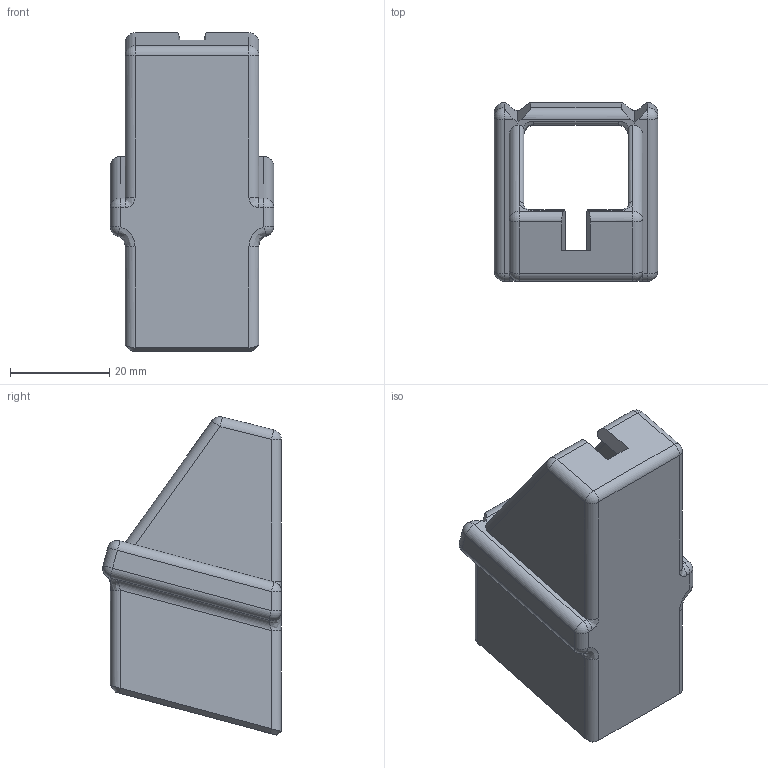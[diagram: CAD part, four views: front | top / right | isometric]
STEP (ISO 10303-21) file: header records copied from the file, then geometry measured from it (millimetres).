
FILE_DESCRIPTION(/* description */ ('baseBody_CZ82'),/* implementation_level */ '2;1');
FILE_NAME(/* name */ 'CZ82_speedLoader_mainBody',/* time_stamp */ '2023-09-18T17:36:47-04:00',/* author */ ('George'),/* organization */ ('Archive 663'),/* preprocessor_version */ 'ST-DEVELOPER v16.7',/* originating_system */ 'Solid Edge',/* authorisation */ 'Unknown');
FILE_SCHEMA (('AUTOMOTIVE_DESIGN {1 0 10303 214 3 1 1}'));
Length unit declared in the file: millimetre
Products named in the file (1): CZ82_speedLoader_mainBody
Bounding box: 33 x 36.05 x 64.25 mm (x, y, z)
Volume: 18331.2 mm3; surface area: 11754.2 mm2
Topology: 1 solids, 1 shells, 112 faces, 269 edges, 150 vertices
Faces by surface type: cylinder 44, plane 36, bspline 18, sphere 14
Entity records: 3459 total; most frequent: CARTESIAN_POINT 1002, ORIENTED_EDGE 522, DIRECTION 485, EDGE_CURVE 261, AXIS2_PLACEMENT_3D 181, VERTEX_POINT 150, LINE 123, VECTOR 123
